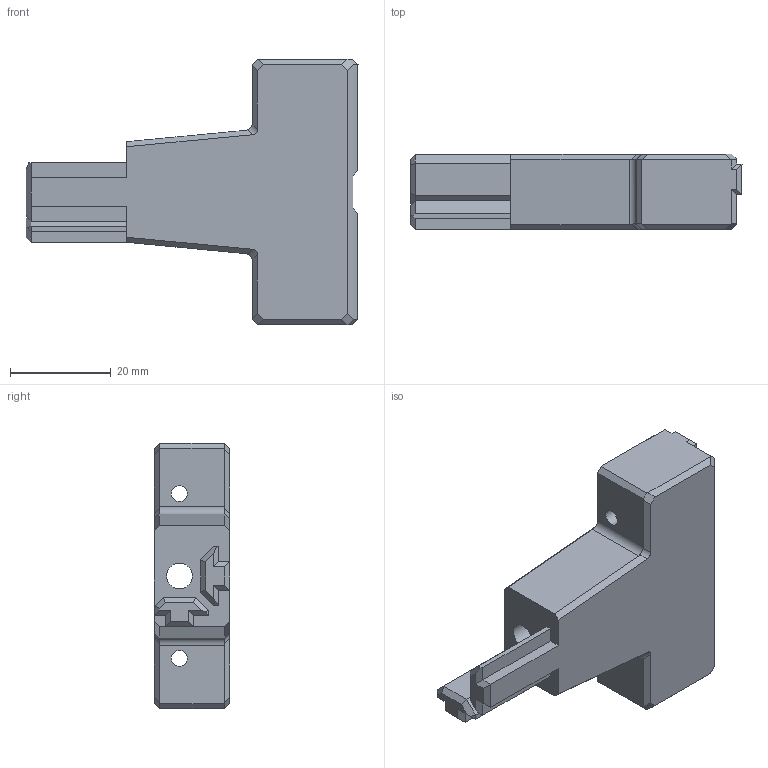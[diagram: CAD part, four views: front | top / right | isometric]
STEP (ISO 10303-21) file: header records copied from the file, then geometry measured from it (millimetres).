
FILE_DESCRIPTION(/* description */ (''),/* implementation_level */ '2;1');
FILE_NAME(/* name */ 'DockBar_MonolithAWD_bracket_V2.1_B.step',/* time_stamp */ '2024-08-19T16:52:23+02:00',/* author */ (''),/* organization */ (''),/* preprocessor_version */ 'ST-DEVELOPER v20',/* originating_system */ 'Autodesk Translation Framework v13.14.0.145',/* authorisation */ '');
FILE_SCHEMA (('AUTOMOTIVE_DESIGN { 1 0 10303 214 3 1 1 }'));
Length unit declared in the file: millimetre
Products named in the file (1): DockBar_MonolithAWD_bracket_V2.1_B
Bounding box: 66 x 15 x 52.76 mm (x, y, z)
Volume: 23513.4 mm3; surface area: 8616.6 mm2
Topology: 1 solids, 1 shells, 105 faces, 277 edges, 174 vertices
Faces by surface type: plane 93, cylinder 10, cone 2
Full cylindrical faces by diameter (mm): 3.2 x2, 5.1 x1, 8.7 x1
Entity records: 3208 total; most frequent: CARTESIAN_POINT 565, ORIENTED_EDGE 554, DIRECTION 517, EDGE_CURVE 277, LINE 241, VECTOR 241, VERTEX_POINT 174, AXIS2_PLACEMENT_3D 138
